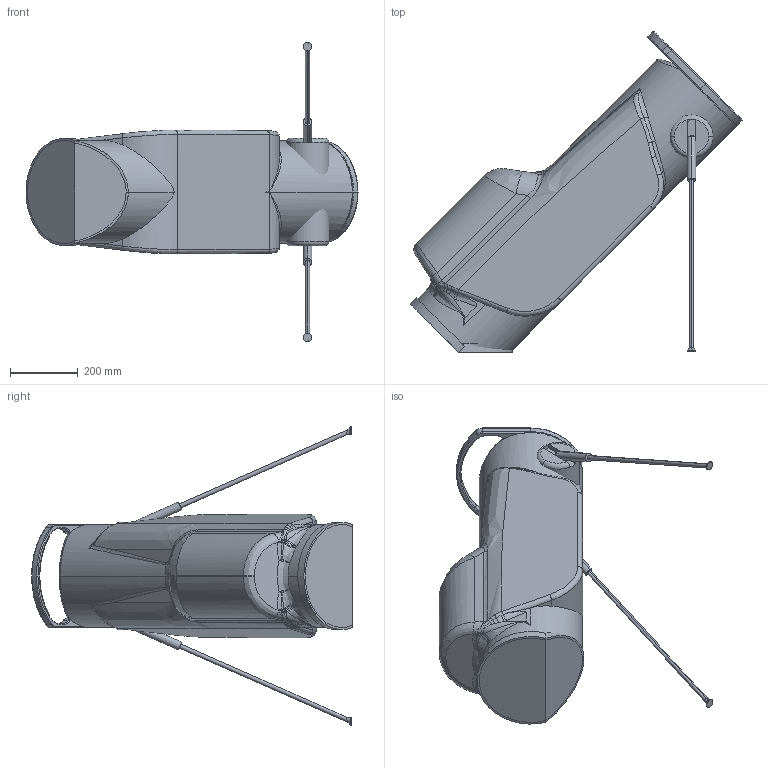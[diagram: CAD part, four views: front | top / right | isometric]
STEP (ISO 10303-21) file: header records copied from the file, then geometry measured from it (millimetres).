
FILE_DESCRIPTION (( 'STEP AP203' ), '1' );
FILE_NAME ('Leaning Golf Bag.STEP', '2012-09-24T17:19:10', ( 'Ian' ), ( '' ), 'SwSTEP 2.0', 'SolidWorks 2012', '' );
FILE_SCHEMA (( 'CONFIG_CONTROL_DESIGN' ));
Length unit declared in the file: inch
Products named in the file (1): Leaning Golf Bag
Bounding box: 982.02 x 949.15 x 885.69 mm (x, y, z)
Volume: 68884531.7 mm3; surface area: 4250472.2 mm2
Topology: 6 solids, 6 shells, 312 faces, 733 edges, 434 vertices
Faces by surface type: bspline 116, plane 72, cylinder 66, torus 34, sphere 16, cone 8
Entity records: 16453 total; most frequent: CARTESIAN_POINT 10090, ORIENTED_EDGE 1442, DIRECTION 1168, EDGE_CURVE 721, AXIS2_PLACEMENT_3D 490, VERTEX_POINT 428, EDGE_LOOP 321, FACE_OUTER_BOUND 312
